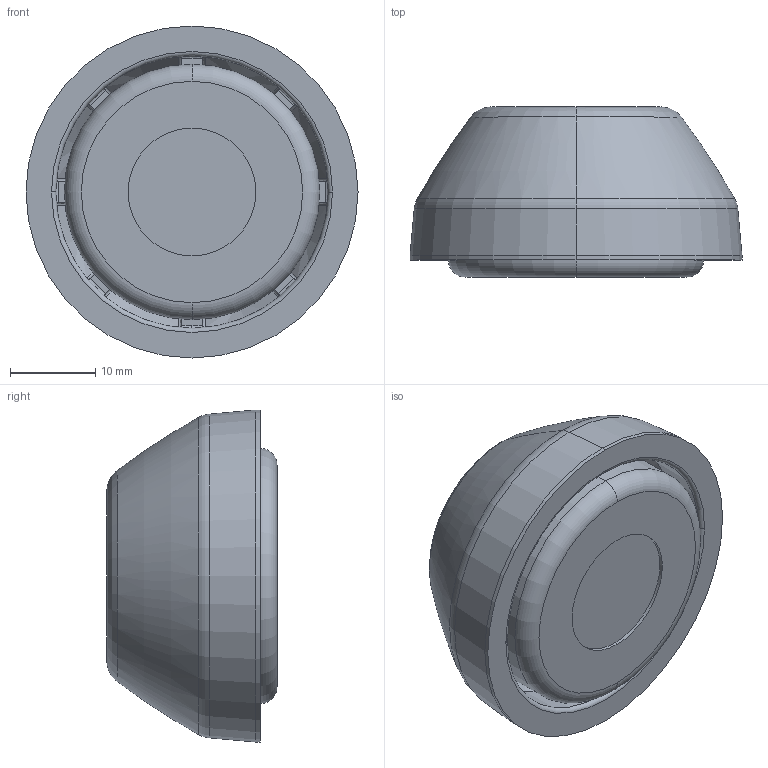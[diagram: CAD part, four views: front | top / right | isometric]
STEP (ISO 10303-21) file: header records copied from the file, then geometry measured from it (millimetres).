
FILE_DESCRIPTION (( 'STEP AP203' ), '1' );
FILE_NAME ('203600103_c_1.STEP', '2022-07-08T16:50:19', ( '' ), ( '' ), 'SwSTEP 2.0', 'SolidWorks 2014', '' );
FILE_SCHEMA (( 'CONFIG_CONTROL_DESIGN' ));
Length unit declared in the file: millimetre
Products named in the file (1): 203600103_c_1
Bounding box: 39 x 20 x 39 mm (x, y, z)
Volume: 14045.1 mm3; surface area: 7757.2 mm2
Topology: 2 solids, 2 shells, 158 faces, 401 edges, 250 vertices
Faces by surface type: bspline 48, torus 45, plane 31, cone 20, cylinder 12, sphere 2
Entity records: 6067 total; most frequent: CARTESIAN_POINT 2645, ORIENTED_EDGE 796, DIRECTION 594, EDGE_CURVE 398, AXIS2_PLACEMENT_3D 281, VERTEX_POINT 248, B_SPLINE_CURVE_WITH_KNOTS 196, CIRCLE 170
